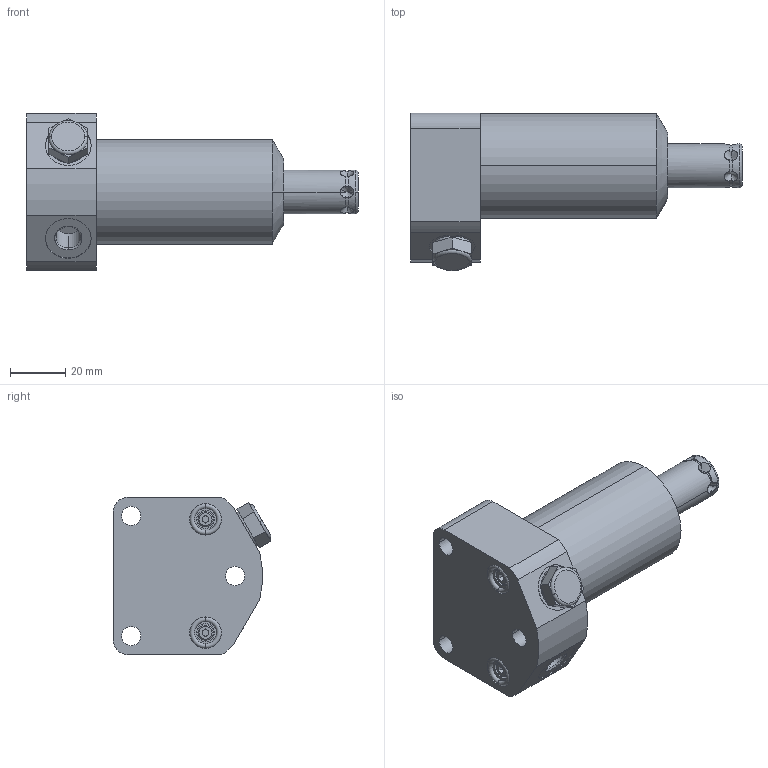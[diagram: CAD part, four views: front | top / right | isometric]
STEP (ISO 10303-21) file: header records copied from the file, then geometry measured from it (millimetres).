
FILE_DESCRIPTION((''),'2;1');
FILE_NAME('ILCM41420511','2018-07-16T',('ngp'),(''),'PRO/ENGINEER BY PARAMETRIC TECHNOLOGY CORPORATION, 2013320','PRO/ENGINEER BY PARAMETRIC TECHNOLOGY CORPORATION, 2013320','');
FILE_SCHEMA(('AUTOMOTIVE_DESIGN { 1 0 10303 214 1 1 1 1 }'));
Length unit declared in the file: millimetre
Products named in the file (1): ILCM41420511
Bounding box: 119.88 x 56.88 x 57 mm (x, y, z)
Volume: 144849.6 mm3; surface area: 23628.1 mm2
Topology: 1 solids, 5 shells, 161 faces, 392 edges, 243 vertices
Faces by surface type: plane 72, cylinder 57, cone 24, torus 8
Entity records: 6214 total; most frequent: CARTESIAN_POINT 1100, DIRECTION 804, ORIENTED_EDGE 752, PRESENTATION_STYLE_ASSIGNMENT 394, STYLED_ITEM 380, CURVE_STYLE 378, EDGE_CURVE 378, AXIS2_PLACEMENT_3D 324
